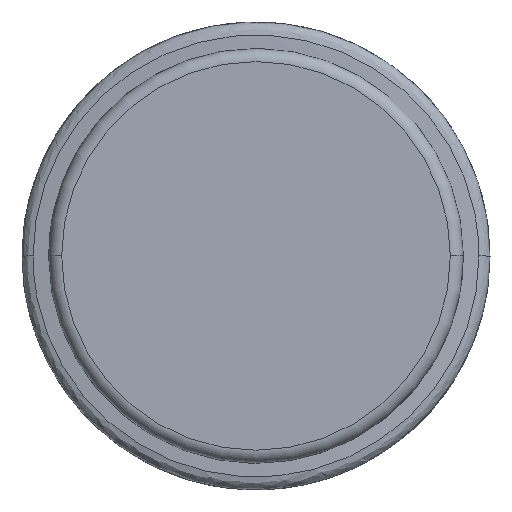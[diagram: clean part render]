
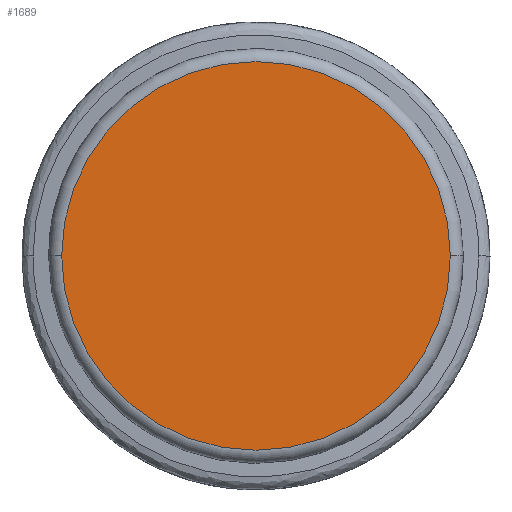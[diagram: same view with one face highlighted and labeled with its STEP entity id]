
A CAD part, top view. The second image highlights one B-rep face of the part: STEP entity #1689.
In plain terms, the highlighted planar face has unit normal (0, 0, 1).
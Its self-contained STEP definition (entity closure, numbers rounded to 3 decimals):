
#720=CARTESIAN_POINT('',(0.,0.,12.715));
#721=DIRECTION('',(0.,0.,-1.));
#722=DIRECTION('',(-1.,0.,0.));
#723=AXIS2_PLACEMENT_3D('',#720,#721,#722);
#725=CARTESIAN_POINT('',(0.,0.,12.715));
#726=DIRECTION('',(0.,0.,-1.));
#727=DIRECTION('',(1.,0.,0.));
#728=AXIS2_PLACEMENT_3D('',#725,#726,#727);
#734=CARTESIAN_POINT('',(-29.899,0.,
12.715));
#735=VERTEX_POINT('',#734);
#736=CARTESIAN_POINT('',(29.899,0.,12.715));
#737=VERTEX_POINT('',#736);
#1680=CARTESIAN_POINT('',(0.,0.,12.715));
#1681=DIRECTION('',(0.,0.,1.));
#1682=DIRECTION('',(-1.,0.,0.));
#1683=AXIS2_PLACEMENT_3D('',#1680,#1681,#1682);
#1684=PLANE('',#1683);
#1685=ORIENTED_EDGE('',*,*,#1674,.T.);
#1686=ORIENTED_EDGE('',*,*,#1660,.T.);
#1687=EDGE_LOOP('',(#1685,#1686));
#1688=FACE_OUTER_BOUND('',#1687,.F.);
#1689=ADVANCED_FACE('',(#1688),#1684,.T.);
#724=CIRCLE('',#723,29.899);
#729=CIRCLE('',#728,29.899);
#1660=EDGE_CURVE('',#737,#735,#729,.T.);
#1674=EDGE_CURVE('',#735,#737,#724,.T.);
